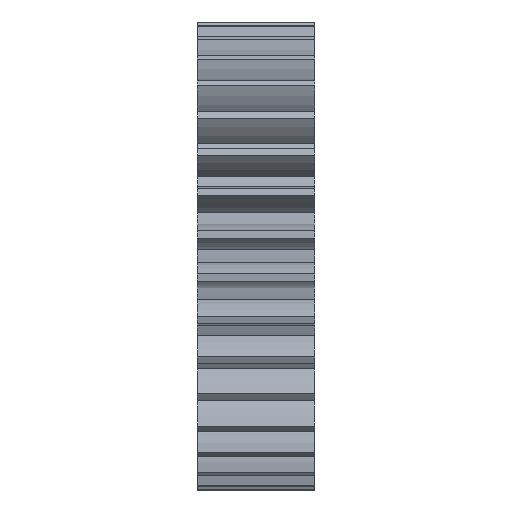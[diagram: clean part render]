
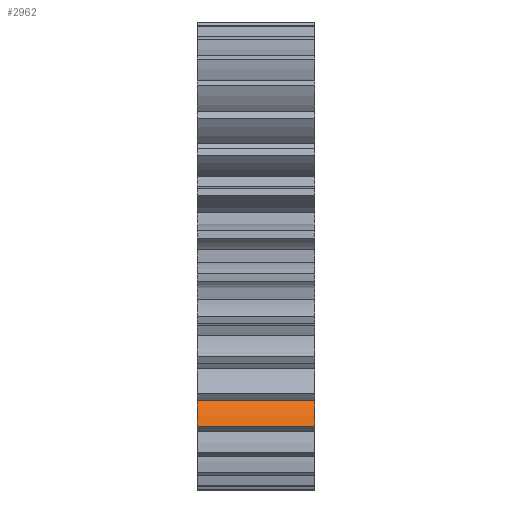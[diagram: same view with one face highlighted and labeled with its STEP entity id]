
A CAD part, front view. The second image highlights one B-rep face of the part: STEP entity #2962.
In plain terms, the highlighted cylindrical face has radius 7.197 mm (diameter 14.393 mm), a partial arc.
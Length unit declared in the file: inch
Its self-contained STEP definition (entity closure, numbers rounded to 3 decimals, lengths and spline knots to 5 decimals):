
#71 = EDGE_CURVE ( 'NONE', #3764, #4012, #1532, .T. ) ;
#351 = CARTESIAN_POINT ( 'NONE',  ( 0.1875, -0.51431, -0.54588 ) ) ;
#389 = AXIS2_PLACEMENT_3D ( 'NONE', #2930, #1084, #2569 ) ;
#521 = EDGE_CURVE ( 'NONE', #3635, #3764, #2584, .T. ) ;
#578 = ORIENTED_EDGE ( 'NONE', *, *, #4924, .T. ) ;
#644 = VECTOR ( 'NONE', #1916, 39.37008 ) ;
#967 = AXIS2_PLACEMENT_3D ( 'NONE', #4770, #1310, #4430 ) ;
#1063 = CYLINDRICAL_SURFACE ( 'NONE', #389, 0.28333 ) ;
#1084 = DIRECTION ( 'NONE',  ( -1., 0., 0. ) ) ;
#1310 = DIRECTION ( 'NONE',  ( 1., 0., 0. ) ) ;
#1349 = VECTOR ( 'NONE', #3548, 39.37008 ) ;
#1532 = LINE ( 'NONE', #1994, #1349 ) ;
#1573 = DIRECTION ( 'NONE',  ( 0., -0.674, 0.739 ) ) ;
#1916 = DIRECTION ( 'NONE',  ( 1., 0., 0. ) ) ;
#1994 = CARTESIAN_POINT ( 'NONE',  ( 0.375, -0.47184, -0.45622 ) ) ;
#2010 = CARTESIAN_POINT ( 'NONE',  ( 0.375, -0.24097, -0.62047 ) ) ;
#2062 = DIRECTION ( 'NONE',  ( -1., 0., 0. ) ) ;
#2279 = CIRCLE ( 'NONE', #967, 0.28333 ) ;
#2365 = CARTESIAN_POINT ( 'NONE',  ( 0., -0.51431, -0.54588 ) ) ;
#2569 = DIRECTION ( 'NONE',  ( 0., 0., 1. ) ) ;
#2584 = CIRCLE ( 'NONE', #2898, 0.28333 ) ;
#2898 = AXIS2_PLACEMENT_3D ( 'NONE', #2010, #2062, #1573 ) ;
#2930 = CARTESIAN_POINT ( 'NONE',  ( 0.375, -0.24097, -0.62047 ) ) ;
#2962 = ADVANCED_FACE ( 'NONE', ( #4156 ), #1063, .T. ) ;
#2986 = ORIENTED_EDGE ( 'NONE', *, *, #521, .T. ) ;
#3044 = EDGE_LOOP ( 'NONE', ( #578, #2986, #3180, #3717 ) ) ;
#3067 = VERTEX_POINT ( 'NONE', #2365 ) ;
#3180 = ORIENTED_EDGE ( 'NONE', *, *, #71, .T. ) ;
#3199 = EDGE_CURVE ( 'NONE', #4012, #3067, #2279, .T. ) ;
#3342 = CARTESIAN_POINT ( 'NONE',  ( 0.375, -0.47184, -0.45622 ) ) ;
#3548 = DIRECTION ( 'NONE',  ( -1., 0., 0. ) ) ;
#3617 = CARTESIAN_POINT ( 'NONE',  ( 0., -0.47184, -0.45622 ) ) ;
#3635 = VERTEX_POINT ( 'NONE', #4088 ) ;
#3717 = ORIENTED_EDGE ( 'NONE', *, *, #3199, .T. ) ;
#3764 = VERTEX_POINT ( 'NONE', #3342 ) ;
#4012 = VERTEX_POINT ( 'NONE', #3617 ) ;
#4088 = CARTESIAN_POINT ( 'NONE',  ( 0.375, -0.51431, -0.54588 ) ) ;
#4156 = FACE_OUTER_BOUND ( 'NONE', #3044, .T. ) ;
#4430 = DIRECTION ( 'NONE',  ( 0., 0., -1. ) ) ;
#4605 = LINE ( 'NONE', #351, #644 ) ;
#4770 = CARTESIAN_POINT ( 'NONE',  ( 0., -0.24097, -0.62047 ) ) ;
#4924 = EDGE_CURVE ( 'NONE', #3067, #3635, #4605, .T. ) ;
